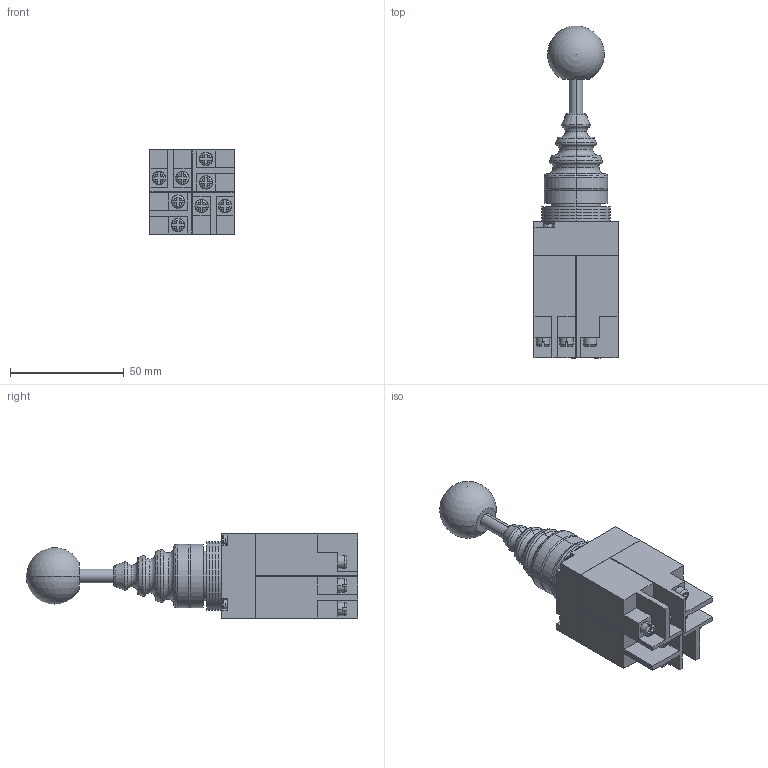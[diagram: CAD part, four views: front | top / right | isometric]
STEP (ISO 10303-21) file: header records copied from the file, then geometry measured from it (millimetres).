
FILE_DESCRIPTION (( 'STEP AP214' ), '1' );
FILE_NAME ('AR22A0N-AAAAB.step', '2017-08-28T21:05:30', ( '' ), ( '' ), 'SwSTEP 2.0', 'SolidWorks 2017', '' );
FILE_SCHEMA (( 'AUTOMOTIVE_DESIGN' ));
Length unit declared in the file: millimetre
Products named in the file (1): AR22A0N-AAAAB
Bounding box: 37 x 146.1 x 37 mm (x, y, z)
Volume: 85637 mm3; surface area: 38412.6 mm2
Topology: 26 solids, 26 shells, 439 faces, 1103 edges, 716 vertices
Faces by surface type: plane 285, torus 72, cylinder 64, cone 16, sphere 2
Entity records: 15561 total; most frequent: CARTESIAN_POINT 2827, DIRECTION 2204, ORIENTED_EDGE 2196, EDGE_CURVE 1098, AXIS2_PLACEMENT_3D 778, VERTEX_POINT 713, LINE 648, VECTOR 648
